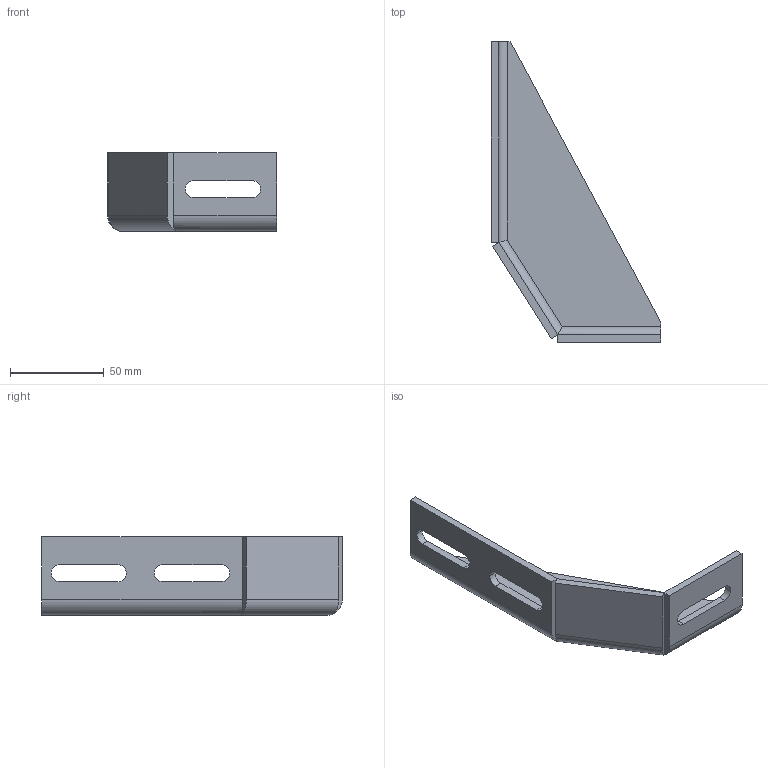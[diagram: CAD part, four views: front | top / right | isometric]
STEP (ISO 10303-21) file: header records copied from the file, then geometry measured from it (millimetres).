
FILE_DESCRIPTION (( 'STEP AP214' ), '1' );
FILE_NAME ('093b2002s.STEP', '2014-08-20T10:30:49', ( '' ), ( '' ), 'SwSTEP 2.0', 'SolidWorks 2014', '' );
FILE_SCHEMA (( 'AUTOMOTIVE_DESIGN' ));
Length unit declared in the file: millimetre
Products named in the file (1): 093b2002s
Bounding box: 90 x 160 x 42 mm (x, y, z)
Volume: 57118.7 mm3; surface area: 32186.5 mm2
Topology: 1 solids, 1 shells, 119 faces, 299 edges, 198 vertices
Faces by surface type: plane 72, cylinder 47
Entity records: 3605 total; most frequent: CARTESIAN_POINT 677, ORIENTED_EDGE 598, DIRECTION 597, EDGE_CURVE 299, LINE 201, VECTOR 201, VERTEX_POINT 198, AXIS2_PLACEMENT_3D 198
